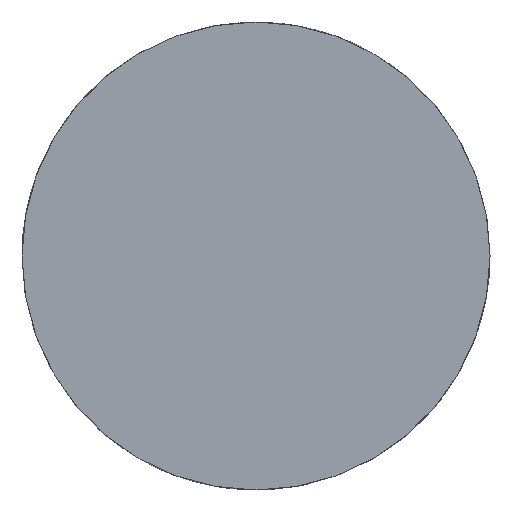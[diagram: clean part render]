
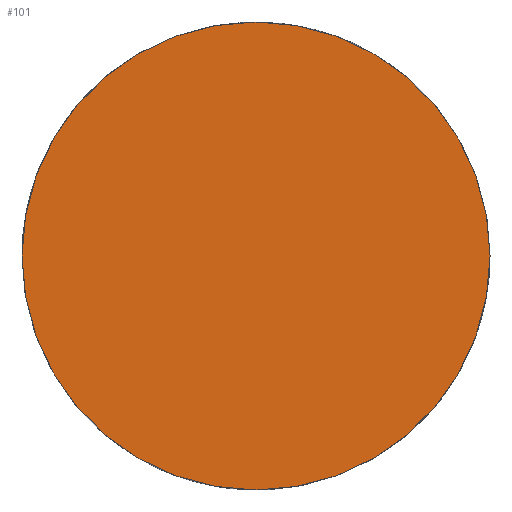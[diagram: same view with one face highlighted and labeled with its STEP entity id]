
A CAD part, top view. The second image highlights one B-rep face of the part: STEP entity #101.
In plain terms, the highlighted planar face has unit normal (0, 0, 1).
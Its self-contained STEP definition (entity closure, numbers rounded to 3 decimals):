
#4 = AXIS2_PLACEMENT_3D ( 'NONE', #50, #91, #116 ) ;
#7 = CARTESIAN_POINT ( 'NONE',  ( 25.4, 0., 5. ) ) ;
#19 = CARTESIAN_POINT ( 'NONE',  ( 0., 0., 5. ) ) ;
#23 = DIRECTION ( 'NONE',  ( 0., 0., 1. ) ) ;
#34 = ORIENTED_EDGE ( 'NONE', *, *, #127, .T. ) ;
#50 = CARTESIAN_POINT ( 'NONE',  ( 0., 0., 5. ) ) ;
#56 = VERTEX_POINT ( 'NONE', #164 ) ;
#67 = CIRCLE ( 'NONE', #141, 25.4 ) ;
#82 = EDGE_CURVE ( 'NONE', #174, #56, #67, .T. ) ;
#88 = CARTESIAN_POINT ( 'NONE',  ( 0., 0., 5. ) ) ;
#91 = DIRECTION ( 'NONE',  ( 0., 0., 1. ) ) ;
#92 = DIRECTION ( 'NONE',  ( 1., 0., 0. ) ) ;
#100 = CIRCLE ( 'NONE', #4, 25.4 ) ;
#101 = ADVANCED_FACE ( 'NONE', ( #135 ), #115, .T. ) ;
#115 = PLANE ( 'NONE',  #139 ) ;
#116 = DIRECTION ( 'NONE',  ( 1., 0., 0. ) ) ;
#123 = ORIENTED_EDGE ( 'NONE', *, *, #82, .T. ) ;
#124 = EDGE_LOOP ( 'NONE', ( #34, #123 ) ) ;
#127 = EDGE_CURVE ( 'NONE', #56, #174, #100, .T. ) ;
#135 = FACE_OUTER_BOUND ( 'NONE', #124, .T. ) ;
#136 = DIRECTION ( 'NONE',  ( 0., 0., 1. ) ) ;
#139 = AXIS2_PLACEMENT_3D ( 'NONE', #19, #136, #159 ) ;
#141 = AXIS2_PLACEMENT_3D ( 'NONE', #88, #23, #92 ) ;
#159 = DIRECTION ( 'NONE',  ( 1., 0., 0. ) ) ;
#164 = CARTESIAN_POINT ( 'NONE',  ( -25.4, 0., 5. ) ) ;
#174 = VERTEX_POINT ( 'NONE', #7 ) ;
